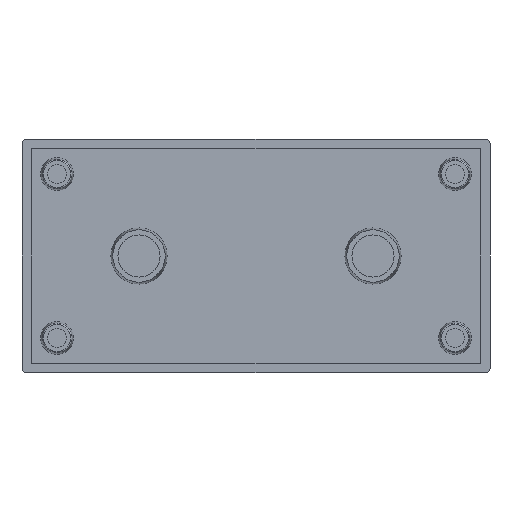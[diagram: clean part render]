
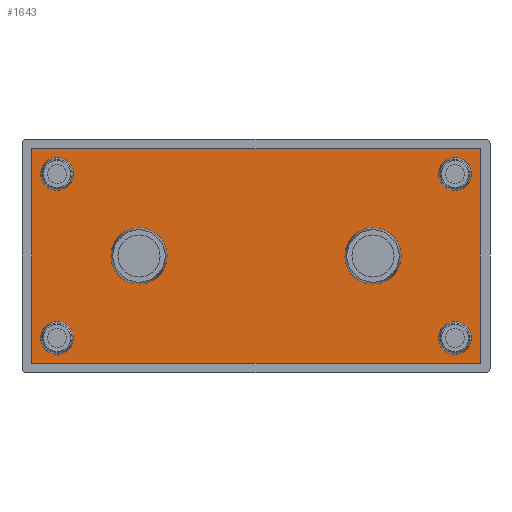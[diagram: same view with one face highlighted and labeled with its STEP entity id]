
A CAD part, front view. The second image highlights one B-rep face of the part: STEP entity #1643.
In plain terms, the highlighted planar face has unit normal (0, -1, 0).
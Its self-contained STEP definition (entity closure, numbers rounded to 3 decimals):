
#25 = VERTEX_POINT ( 'NONE', #787 ) ;
#31 = AXIS2_PLACEMENT_3D ( 'NONE', #904, #154, #1125 ) ;
#41 = EDGE_LOOP ( 'NONE', ( #2021, #1348, #1115, #882 ) ) ;
#55 = CARTESIAN_POINT ( 'NONE',  ( 42.5, -1.5, 17.5 ) ) ;
#62 = EDGE_CURVE ( 'NONE', #1578, #984, #206, .T. ) ;
#78 = VECTOR ( 'NONE', #1826, 1000. ) ;
#81 = EDGE_CURVE ( 'NONE', #557, #1624, #943, .T. ) ;
#82 = CARTESIAN_POINT ( 'NONE',  ( -42.5, -1.5, -21. ) ) ;
#102 = DIRECTION ( 'NONE',  ( 0., 0., -1. ) ) ;
#126 = LINE ( 'NONE', #355, #78 ) ;
#154 = DIRECTION ( 'NONE',  ( 0., -1., 0. ) ) ;
#188 = CARTESIAN_POINT ( 'NONE',  ( 0., -1.5, 0. ) ) ;
#206 = CIRCLE ( 'NONE', #857, 3.5 ) ;
#224 = AXIS2_PLACEMENT_3D ( 'NONE', #188, #520, #1677 ) ;
#234 = DIRECTION ( 'NONE',  ( 0., 0., -1. ) ) ;
#252 = EDGE_CURVE ( 'NONE', #1636, #641, #1822, .T. ) ;
#263 = DIRECTION ( 'NONE',  ( 0., -1., 0. ) ) ;
#269 = VECTOR ( 'NONE', #770, 1000. ) ;
#287 = VERTEX_POINT ( 'NONE', #353 ) ;
#291 = EDGE_CURVE ( 'NONE', #2065, #854, #563, .T. ) ;
#353 = CARTESIAN_POINT ( 'NONE',  ( 47.9, -1.5, -22.9 ) ) ;
#355 = CARTESIAN_POINT ( 'NONE',  ( 47.9, -1.5, 22.9 ) ) ;
#366 = FACE_BOUND ( 'NONE', #2075, .T. ) ;
#384 = CIRCLE ( 'NONE', #395, 6. ) ;
#390 = DIRECTION ( 'NONE',  ( 0., -1., 0. ) ) ;
#395 = AXIS2_PLACEMENT_3D ( 'NONE', #605, #1750, #783 ) ;
#396 = EDGE_CURVE ( 'NONE', #1537, #1836, #853, .T. ) ;
#407 = FACE_BOUND ( 'NONE', #1184, .T. ) ;
#436 = AXIS2_PLACEMENT_3D ( 'NONE', #833, #1973, #1004 ) ;
#455 = FACE_BOUND ( 'NONE', #1349, .T. ) ;
#467 = CIRCLE ( 'NONE', #1855, 3.5 ) ;
#468 = DIRECTION ( 'NONE',  ( 0., -1., 0. ) ) ;
#475 = DIRECTION ( 'NONE',  ( 1., 0., 0. ) ) ;
#477 = AXIS2_PLACEMENT_3D ( 'NONE', #1376, #390, #1554 ) ;
#520 = DIRECTION ( 'NONE',  ( 0., -1., 0. ) ) ;
#549 = LINE ( 'NONE', #1294, #1262 ) ;
#557 = VERTEX_POINT ( 'NONE', #1445 ) ;
#563 = CIRCLE ( 'NONE', #1518, 3.5 ) ;
#565 = CARTESIAN_POINT ( 'NONE',  ( 42.5, -1.5, 14. ) ) ;
#577 = CARTESIAN_POINT ( 'NONE',  ( 42.5, -1.5, 21. ) ) ;
#588 = VERTEX_POINT ( 'NONE', #1174 ) ;
#595 = ORIENTED_EDGE ( 'NONE', *, *, #1589, .F. ) ;
#600 = EDGE_LOOP ( 'NONE', ( #747, #1207 ) ) ;
#601 = DIRECTION ( 'NONE',  ( 0., -1., 0. ) ) ;
#605 = CARTESIAN_POINT ( 'NONE',  ( 25., -1.5, 0. ) ) ;
#614 = CIRCLE ( 'NONE', #1762, 6. ) ;
#627 = DIRECTION ( 'NONE',  ( 0., 0., -1. ) ) ;
#641 = VERTEX_POINT ( 'NONE', #851 ) ;
#646 = CARTESIAN_POINT ( 'NONE',  ( 42.5, -1.5, -21. ) ) ;
#654 = LINE ( 'NONE', #1906, #269 ) ;
#659 = CARTESIAN_POINT ( 'NONE',  ( -42.5, -1.5, 14. ) ) ;
#697 = EDGE_CURVE ( 'NONE', #1618, #1369, #467, .T. ) ;
#718 = DIRECTION ( 'NONE',  ( 0., 0., -1. ) ) ;
#732 = ORIENTED_EDGE ( 'NONE', *, *, #697, .F. ) ;
#747 = ORIENTED_EDGE ( 'NONE', *, *, #1831, .F. ) ;
#761 = AXIS2_PLACEMENT_3D ( 'NONE', #1808, #840, #1987 ) ;
#770 = DIRECTION ( 'NONE',  ( 0., 0., -1. ) ) ;
#783 = DIRECTION ( 'NONE',  ( 0., 0., 1. ) ) ;
#787 = CARTESIAN_POINT ( 'NONE',  ( -47.9, -1.5, -22.9 ) ) ;
#814 = EDGE_CURVE ( 'NONE', #588, #25, #654, .T. ) ;
#833 = CARTESIAN_POINT ( 'NONE',  ( 42.5, -1.5, -17.5 ) ) ;
#840 = DIRECTION ( 'NONE',  ( 0., -1., 0. ) ) ;
#851 = CARTESIAN_POINT ( 'NONE',  ( -42.5, -1.5, -14. ) ) ;
#853 = CIRCLE ( 'NONE', #761, 6. ) ;
#854 = VERTEX_POINT ( 'NONE', #1137 ) ;
#857 = AXIS2_PLACEMENT_3D ( 'NONE', #2129, #1634, #718 ) ;
#882 = ORIENTED_EDGE ( 'NONE', *, *, #1096, .T. ) ;
#891 = EDGE_CURVE ( 'NONE', #25, #287, #549, .T. ) ;
#896 = LINE ( 'NONE', #1478, #1223 ) ;
#904 = CARTESIAN_POINT ( 'NONE',  ( -25., -1.5, 0. ) ) ;
#916 = DIRECTION ( 'NONE',  ( 0., -1., 0. ) ) ;
#924 = CARTESIAN_POINT ( 'NONE',  ( -25., -1.5, -6. ) ) ;
#943 = CIRCLE ( 'NONE', #31, 6. ) ;
#947 = EDGE_CURVE ( 'NONE', #287, #1423, #896, .T. ) ;
#984 = VERTEX_POINT ( 'NONE', #659 ) ;
#1004 = DIRECTION ( 'NONE',  ( 0., 0., -1. ) ) ;
#1096 = EDGE_CURVE ( 'NONE', #1423, #588, #126, .T. ) ;
#1102 = ORIENTED_EDGE ( 'NONE', *, *, #81, .F. ) ;
#1115 = ORIENTED_EDGE ( 'NONE', *, *, #947, .T. ) ;
#1125 = DIRECTION ( 'NONE',  ( 0., 0., -1. ) ) ;
#1137 = CARTESIAN_POINT ( 'NONE',  ( 42.5, -1.5, -14. ) ) ;
#1140 = ORIENTED_EDGE ( 'NONE', *, *, #1197, .F. ) ;
#1174 = CARTESIAN_POINT ( 'NONE',  ( -47.9, -1.5, 22.9 ) ) ;
#1184 = EDGE_LOOP ( 'NONE', ( #732, #1623 ) ) ;
#1197 = EDGE_CURVE ( 'NONE', #984, #1578, #1924, .T. ) ;
#1205 = EDGE_LOOP ( 'NONE', ( #1412, #2009 ) ) ;
#1207 = ORIENTED_EDGE ( 'NONE', *, *, #252, .F. ) ;
#1209 = CARTESIAN_POINT ( 'NONE',  ( 42.5, -1.5, -17.5 ) ) ;
#1223 = VECTOR ( 'NONE', #1306, 1000. ) ;
#1224 = DIRECTION ( 'NONE',  ( 0., -1., 0. ) ) ;
#1234 = EDGE_CURVE ( 'NONE', #854, #2065, #1817, .T. ) ;
#1241 = FACE_BOUND ( 'NONE', #600, .T. ) ;
#1246 = CARTESIAN_POINT ( 'NONE',  ( -42.5, -1.5, -17.5 ) ) ;
#1253 = CARTESIAN_POINT ( 'NONE',  ( -42.5, -1.5, -17.5 ) ) ;
#1262 = VECTOR ( 'NONE', #475, 1000. ) ;
#1294 = CARTESIAN_POINT ( 'NONE',  ( -47.9, -1.5, -22.9 ) ) ;
#1306 = DIRECTION ( 'NONE',  ( 0., 0., 1. ) ) ;
#1348 = ORIENTED_EDGE ( 'NONE', *, *, #891, .T. ) ;
#1349 = EDGE_LOOP ( 'NONE', ( #1532, #1140 ) ) ;
#1366 = CARTESIAN_POINT ( 'NONE',  ( 25., -1.5, 6. ) ) ;
#1369 = VERTEX_POINT ( 'NONE', #565 ) ;
#1376 = CARTESIAN_POINT ( 'NONE',  ( 42.5, -1.5, 17.5 ) ) ;
#1407 = DIRECTION ( 'NONE',  ( 0., 0., -1. ) ) ;
#1412 = ORIENTED_EDGE ( 'NONE', *, *, #396, .F. ) ;
#1413 = CIRCLE ( 'NONE', #477, 3.5 ) ;
#1423 = VERTEX_POINT ( 'NONE', #1721 ) ;
#1441 = EDGE_LOOP ( 'NONE', ( #1102, #595 ) ) ;
#1445 = CARTESIAN_POINT ( 'NONE',  ( -25., -1.5, 6. ) ) ;
#1466 = CARTESIAN_POINT ( 'NONE',  ( -42.5, -1.5, 17.5 ) ) ;
#1478 = CARTESIAN_POINT ( 'NONE',  ( 47.9, -1.5, -22.9 ) ) ;
#1511 = PLANE ( 'NONE',  #224 ) ;
#1518 = AXIS2_PLACEMENT_3D ( 'NONE', #1209, #1611, #627 ) ;
#1532 = ORIENTED_EDGE ( 'NONE', *, *, #62, .F. ) ;
#1537 = VERTEX_POINT ( 'NONE', #1366 ) ;
#1554 = DIRECTION ( 'NONE',  ( 0., 0., -1. ) ) ;
#1556 = ORIENTED_EDGE ( 'NONE', *, *, #1234, .F. ) ;
#1578 = VERTEX_POINT ( 'NONE', #1870 ) ;
#1589 = EDGE_CURVE ( 'NONE', #1624, #557, #614, .T. ) ;
#1611 = DIRECTION ( 'NONE',  ( 0., -1., 0. ) ) ;
#1616 = FACE_BOUND ( 'NONE', #1441, .T. ) ;
#1618 = VERTEX_POINT ( 'NONE', #577 ) ;
#1623 = ORIENTED_EDGE ( 'NONE', *, *, #1752, .F. ) ;
#1624 = VERTEX_POINT ( 'NONE', #924 ) ;
#1627 = AXIS2_PLACEMENT_3D ( 'NONE', #1466, #468, #1629 ) ;
#1629 = DIRECTION ( 'NONE',  ( 0., 0., -1. ) ) ;
#1634 = DIRECTION ( 'NONE',  ( 0., -1., 0. ) ) ;
#1636 = VERTEX_POINT ( 'NONE', #82 ) ;
#1643 = ADVANCED_FACE ( 'NONE', ( #407, #455, #1682, #1241, #366, #2060, #1616 ), #1511, .T. ) ;
#1677 = DIRECTION ( 'NONE',  ( 0., 0., -1. ) ) ;
#1682 = FACE_OUTER_BOUND ( 'NONE', #41, .T. ) ;
#1721 = CARTESIAN_POINT ( 'NONE',  ( 47.9, -1.5, 22.9 ) ) ;
#1729 = CARTESIAN_POINT ( 'NONE',  ( 25., -1.5, -6. ) ) ;
#1750 = DIRECTION ( 'NONE',  ( 0., -1., 0. ) ) ;
#1752 = EDGE_CURVE ( 'NONE', #1369, #1618, #1413, .T. ) ;
#1762 = AXIS2_PLACEMENT_3D ( 'NONE', #1875, #916, #2050 ) ;
#1808 = CARTESIAN_POINT ( 'NONE',  ( 25., -1.5, 0. ) ) ;
#1817 = CIRCLE ( 'NONE', #436, 3.5 ) ;
#1822 = CIRCLE ( 'NONE', #1829, 3.5 ) ;
#1826 = DIRECTION ( 'NONE',  ( -1., 0., 0. ) ) ;
#1829 = AXIS2_PLACEMENT_3D ( 'NONE', #1253, #601, #102 ) ;
#1831 = EDGE_CURVE ( 'NONE', #641, #1636, #2131, .T. ) ;
#1836 = VERTEX_POINT ( 'NONE', #1729 ) ;
#1855 = AXIS2_PLACEMENT_3D ( 'NONE', #55, #1224, #234 ) ;
#1870 = CARTESIAN_POINT ( 'NONE',  ( -42.5, -1.5, 21. ) ) ;
#1875 = CARTESIAN_POINT ( 'NONE',  ( -25., -1.5, 0. ) ) ;
#1900 = EDGE_CURVE ( 'NONE', #1836, #1537, #384, .T. ) ;
#1906 = CARTESIAN_POINT ( 'NONE',  ( -47.9, -1.5, 22.9 ) ) ;
#1924 = CIRCLE ( 'NONE', #1627, 3.5 ) ;
#1942 = AXIS2_PLACEMENT_3D ( 'NONE', #1246, #263, #1407 ) ;
#1973 = DIRECTION ( 'NONE',  ( 0., -1., 0. ) ) ;
#1987 = DIRECTION ( 'NONE',  ( 0., 0., 1. ) ) ;
#2009 = ORIENTED_EDGE ( 'NONE', *, *, #1900, .F. ) ;
#2021 = ORIENTED_EDGE ( 'NONE', *, *, #814, .T. ) ;
#2026 = ORIENTED_EDGE ( 'NONE', *, *, #291, .F. ) ;
#2050 = DIRECTION ( 'NONE',  ( 0., 0., -1. ) ) ;
#2060 = FACE_BOUND ( 'NONE', #1205, .T. ) ;
#2065 = VERTEX_POINT ( 'NONE', #646 ) ;
#2075 = EDGE_LOOP ( 'NONE', ( #1556, #2026 ) ) ;
#2129 = CARTESIAN_POINT ( 'NONE',  ( -42.5, -1.5, 17.5 ) ) ;
#2131 = CIRCLE ( 'NONE', #1942, 3.5 ) ;
